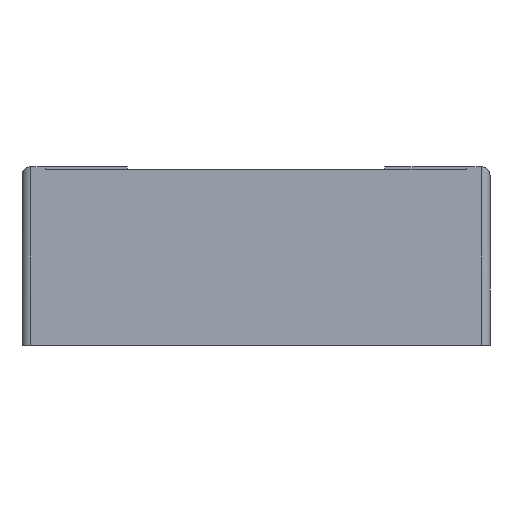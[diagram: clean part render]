
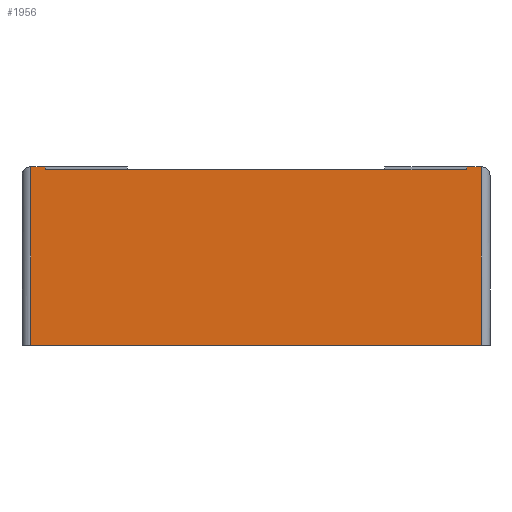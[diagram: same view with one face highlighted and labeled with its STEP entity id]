
A CAD part, front view. The second image highlights one B-rep face of the part: STEP entity #1956.
In plain terms, the highlighted planar face has unit normal (0, -1, 0).
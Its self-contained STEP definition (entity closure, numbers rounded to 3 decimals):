
#1641 = EDGE_CURVE('',#1642,#1644,#1646,.T.);
#1642 = VERTEX_POINT('',#1643);
#1643 = CARTESIAN_POINT('',(0.285,-0.997,0.399));
#1644 = VERTEX_POINT('',#1645);
#1645 = CARTESIAN_POINT('',(-0.265,-0.997,0.399));
#1646 = LINE('',#1647,#1648);
#1647 = CARTESIAN_POINT('',(0.285,-0.997,0.399));
#1648 = VECTOR('',#1649,1.);
#1649 = DIRECTION('',(-1.,0.,0.));
#1855 = VERTEX_POINT('',#1856);
#1856 = CARTESIAN_POINT('',(0.491,-0.997,0.024));
#1874 = VERTEX_POINT('',#1875);
#1875 = CARTESIAN_POINT('',(0.491,-0.997,0.405));
#1882 = EDGE_CURVE('',#1874,#1855,#1883,.T.);
#1883 = LINE('',#1884,#1885);
#1884 = CARTESIAN_POINT('',(0.491,-0.997,0.405));
#1885 = VECTOR('',#1886,1.);
#1886 = DIRECTION('',(0.,0.,-1.));
#1956 = ADVANCED_FACE('',(#1957),#2037,.T.);
#1957 = FACE_BOUND('',#1958,.T.);
#1958 = EDGE_LOOP('',(#1959,#1960,#1968,#1976,#1984,#1990,#1991,#1999,
    #2007,#2015,#2023,#2031));
#1959 = ORIENTED_EDGE('',*,*,#1882,.F.);
#1960 = ORIENTED_EDGE('',*,*,#1961,.T.);
#1961 = EDGE_CURVE('',#1874,#1962,#1964,.T.);
#1962 = VERTEX_POINT('',#1963);
#1963 = CARTESIAN_POINT('',(0.46,-0.997,0.405));
#1964 = LINE('',#1965,#1966);
#1965 = CARTESIAN_POINT('',(0.491,-0.997,0.405));
#1966 = VECTOR('',#1967,1.);
#1967 = DIRECTION('',(-1.,0.,0.));
#1968 = ORIENTED_EDGE('',*,*,#1969,.F.);
#1969 = EDGE_CURVE('',#1970,#1962,#1972,.T.);
#1970 = VERTEX_POINT('',#1971);
#1971 = CARTESIAN_POINT('',(0.46,-0.997,0.399));
#1972 = LINE('',#1973,#1974);
#1973 = CARTESIAN_POINT('',(0.46,-0.997,0.399));
#1974 = VECTOR('',#1975,1.);
#1975 = DIRECTION('',(0.,0.,1.));
#1976 = ORIENTED_EDGE('',*,*,#1977,.T.);
#1977 = EDGE_CURVE('',#1970,#1978,#1980,.T.);
#1978 = VERTEX_POINT('',#1979);
#1979 = CARTESIAN_POINT('',(0.285,-0.997,0.399));
#1980 = LINE('',#1981,#1982);
#1981 = CARTESIAN_POINT('',(0.46,-0.997,0.399));
#1982 = VECTOR('',#1983,1.);
#1983 = DIRECTION('',(-1.,0.,0.));
#1984 = ORIENTED_EDGE('',*,*,#1985,.T.);
#1985 = EDGE_CURVE('',#1978,#1642,#1986,.T.);
#1986 = LINE('',#1987,#1988);
#1987 = CARTESIAN_POINT('',(0.285,-0.997,0.399));
#1988 = VECTOR('',#1989,1.);
#1989 = DIRECTION('',(0.,0.,1.));
#1990 = ORIENTED_EDGE('',*,*,#1641,.T.);
#1991 = ORIENTED_EDGE('',*,*,#1992,.F.);
#1992 = EDGE_CURVE('',#1993,#1644,#1995,.T.);
#1993 = VERTEX_POINT('',#1994);
#1994 = CARTESIAN_POINT('',(-0.265,-0.997,0.399));
#1995 = LINE('',#1996,#1997);
#1996 = CARTESIAN_POINT('',(-0.265,-0.997,0.399));
#1997 = VECTOR('',#1998,1.);
#1998 = DIRECTION('',(0.,0.,1.));
#1999 = ORIENTED_EDGE('',*,*,#2000,.T.);
#2000 = EDGE_CURVE('',#1993,#2001,#2003,.T.);
#2001 = VERTEX_POINT('',#2002);
#2002 = CARTESIAN_POINT('',(-0.44,-0.997,0.399));
#2003 = LINE('',#2004,#2005);
#2004 = CARTESIAN_POINT('',(-0.265,-0.997,0.399));
#2005 = VECTOR('',#2006,1.);
#2006 = DIRECTION('',(-1.,0.,0.));
#2007 = ORIENTED_EDGE('',*,*,#2008,.T.);
#2008 = EDGE_CURVE('',#2001,#2009,#2011,.T.);
#2009 = VERTEX_POINT('',#2010);
#2010 = CARTESIAN_POINT('',(-0.44,-0.997,0.405));
#2011 = LINE('',#2012,#2013);
#2012 = CARTESIAN_POINT('',(-0.44,-0.997,0.399));
#2013 = VECTOR('',#2014,1.);
#2014 = DIRECTION('',(0.,0.,1.));
#2015 = ORIENTED_EDGE('',*,*,#2016,.T.);
#2016 = EDGE_CURVE('',#2009,#2017,#2019,.T.);
#2017 = VERTEX_POINT('',#2018);
#2018 = CARTESIAN_POINT('',(-0.471,-0.997,0.405));
#2019 = LINE('',#2020,#2021);
#2020 = CARTESIAN_POINT('',(-0.44,-0.997,0.405));
#2021 = VECTOR('',#2022,1.);
#2022 = DIRECTION('',(-1.,0.,0.));
#2023 = ORIENTED_EDGE('',*,*,#2024,.F.);
#2024 = EDGE_CURVE('',#2025,#2017,#2027,.T.);
#2025 = VERTEX_POINT('',#2026);
#2026 = CARTESIAN_POINT('',(-0.471,-0.997,0.024));
#2027 = LINE('',#2028,#2029);
#2028 = CARTESIAN_POINT('',(-0.471,-0.997,0.024));
#2029 = VECTOR('',#2030,1.);
#2030 = DIRECTION('',(0.,0.,1.));
#2031 = ORIENTED_EDGE('',*,*,#2032,.T.);
#2032 = EDGE_CURVE('',#2025,#1855,#2033,.T.);
#2033 = LINE('',#2034,#2035);
#2034 = CARTESIAN_POINT('',(-0.471,-0.997,0.024));
#2035 = VECTOR('',#2036,1.);
#2036 = DIRECTION('',(1.,0.,0.));
#2037 = PLANE('',#2038);
#2038 = AXIS2_PLACEMENT_3D('',#2039,#2040,#2041);
#2039 = CARTESIAN_POINT('',(0.01,-0.997,0.211));
#2040 = DIRECTION('',(0.,-1.,0.));
#2041 = DIRECTION('',(0.,0.,-1.));
